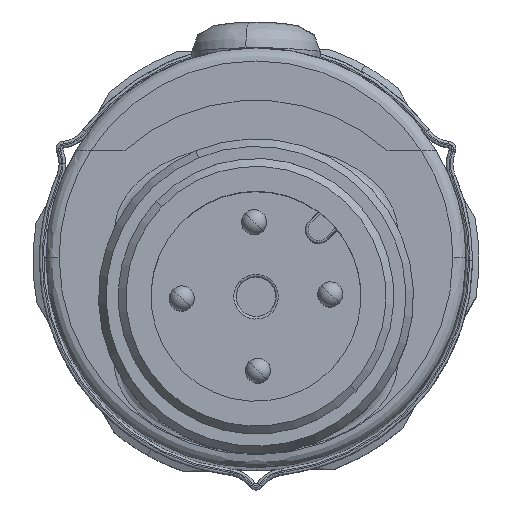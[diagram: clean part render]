
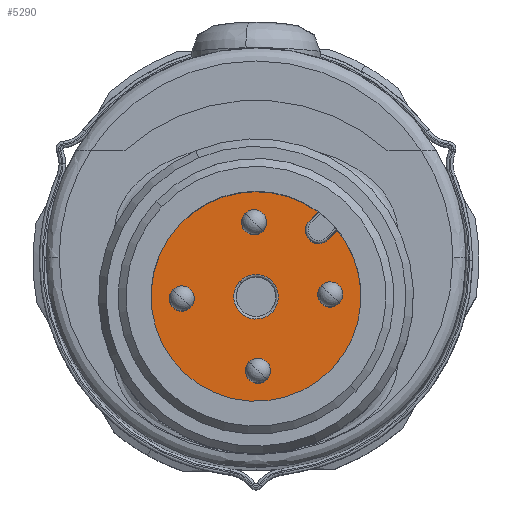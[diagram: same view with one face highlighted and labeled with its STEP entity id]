
A CAD part, top view. The second image highlights one B-rep face of the part: STEP entity #5290.
In plain terms, the highlighted planar face has unit normal (0, 0, 1).
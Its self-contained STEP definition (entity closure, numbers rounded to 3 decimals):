
#586=VECTOR('',#5792,1.);
#589=VECTOR('',#5812,1.);
#793=LINE('',#7331,#586);
#796=LINE('',#7346,#589);
#1121=VERTEX_POINT('',#7175);
#1123=VERTEX_POINT('',#7178);
#1126=VERTEX_POINT('',#7185);
#1128=VERTEX_POINT('',#7189);
#1130=VERTEX_POINT('',#7196);
#1132=VERTEX_POINT('',#7200);
#1134=VERTEX_POINT('',#7207);
#1136=VERTEX_POINT('',#7211);
#1138=VERTEX_POINT('',#7218);
#1140=VERTEX_POINT('',#7222);
#1151=VERTEX_POINT('',#7253);
#1152=VERTEX_POINT('',#7255);
#1153=VERTEX_POINT('',#7259);
#1155=VERTEX_POINT('',#7262);
#1168=VERTEX_POINT('',#7332);
#1169=VERTEX_POINT('',#7336);
#1170=VERTEX_POINT('',#7347);
#1632=CIRCLE('',#20810,4.);
#1635=CIRCLE('',#20814,0.475);
#1638=CIRCLE('',#20819,0.475);
#1641=CIRCLE('',#20824,0.475);
#1644=CIRCLE('',#20829,0.475);
#1654=CIRCLE('',#20844,0.85);
#1655=CIRCLE('',#20846,0.5);
#1663=CIRCLE('',#20861,0.5);
#1665=CIRCLE('',#20865,0.85);
#1668=CIRCLE('',#20870,4.);
#1669=CIRCLE('',#20871,4.);
#1670=CIRCLE('',#20872,0.475);
#1671=CIRCLE('',#20873,0.475);
#1672=CIRCLE('',#20874,0.475);
#1673=CIRCLE('',#20875,0.475);
#2055=EDGE_CURVE('',#1123,#1121,#1632,.T.);
#2061=EDGE_CURVE('',#1126,#1128,#1635,.T.);
#2066=EDGE_CURVE('',#1130,#1132,#1638,.T.);
#2071=EDGE_CURVE('',#1134,#1136,#1641,.T.);
#2076=EDGE_CURVE('',#1138,#1140,#1644,.T.);
#2092=EDGE_CURVE('',#1152,#1151,#1654,.T.);
#2094=EDGE_CURVE('',#1153,#1155,#1655,.F.);
#2113=EDGE_CURVE('',#1168,#1155,#793,.T.);
#2116=EDGE_CURVE('',#1169,#1153,#1663,.F.);
#2118=EDGE_CURVE('',#1151,#1152,#1665,.T.);
#2121=EDGE_CURVE('',#1169,#1170,#796,.T.);
#2122=EDGE_CURVE('',#1170,#1123,#1668,.T.);
#2123=EDGE_CURVE('',#1121,#1168,#1669,.T.);
#2124=EDGE_CURVE('',#1128,#1126,#1670,.T.);
#2125=EDGE_CURVE('',#1132,#1130,#1671,.T.);
#2126=EDGE_CURVE('',#1136,#1134,#1672,.T.);
#2127=EDGE_CURVE('',#1140,#1138,#1673,.T.);
#2971=ORIENTED_EDGE('',*,*,#2113,.T.);
#2972=ORIENTED_EDGE('',*,*,#2094,.F.);
#2973=ORIENTED_EDGE('',*,*,#2116,.F.);
#2974=ORIENTED_EDGE('',*,*,#2121,.T.);
#2975=ORIENTED_EDGE('',*,*,#2122,.T.);
#2976=ORIENTED_EDGE('',*,*,#2055,.T.);
#2977=ORIENTED_EDGE('',*,*,#2123,.T.);
#2978=ORIENTED_EDGE('',*,*,#2124,.T.);
#2979=ORIENTED_EDGE('',*,*,#2061,.T.);
#2980=ORIENTED_EDGE('',*,*,#2125,.T.);
#2981=ORIENTED_EDGE('',*,*,#2066,.T.);
#2982=ORIENTED_EDGE('',*,*,#2126,.T.);
#2983=ORIENTED_EDGE('',*,*,#2071,.T.);
#2984=ORIENTED_EDGE('',*,*,#2127,.T.);
#2985=ORIENTED_EDGE('',*,*,#2076,.T.);
#2986=ORIENTED_EDGE('',*,*,#2092,.F.);
#2987=ORIENTED_EDGE('',*,*,#2118,.F.);
#4549=EDGE_LOOP('',(#2971,#2972,#2973,#2974,#2975,#2976,#2977));
#4550=EDGE_LOOP('',(#2978,#2979));
#4551=EDGE_LOOP('',(#2980,#2981));
#4552=EDGE_LOOP('',(#2982,#2983));
#4553=EDGE_LOOP('',(#2984,#2985));
#4554=EDGE_LOOP('',(#2986,#2987));
#4920=FACE_BOUND('',#4549,.T.);
#4921=FACE_BOUND('',#4550,.T.);
#4922=FACE_BOUND('',#4551,.T.);
#4923=FACE_BOUND('',#4552,.T.);
#4924=FACE_BOUND('',#4553,.T.);
#4925=FACE_BOUND('',#4554,.T.);
#5290=ADVANCED_FACE('',(#4920,#4921,#4922,#4923,#4924,#4925),#5607,.F.);
#5607=PLANE('',#20869);
#5672=DIRECTION('',(0.,0.,1.));
#5673=DIRECTION('',(2.904,-2.751,0.));
#5683=DIRECTION('',(0.,0.,-1.));
#5684=DIRECTION('',(0.345,-0.327,0.));
#5695=DIRECTION('',(0.,0.,-1.));
#5696=DIRECTION('',(0.345,-0.327,0.));
#5707=DIRECTION('',(0.,0.,-1.));
#5708=DIRECTION('',(0.345,-0.327,0.));
#5719=DIRECTION('',(0.,0.,-1.));
#5720=DIRECTION('',(0.345,-0.327,0.));
#5754=DIRECTION('',(0.,0.,1.));
#5755=DIRECTION('',(0.617,-0.585,0.));
#5759=DIRECTION('',(0.,0.,-1.));
#5760=DIRECTION('',(-0.5,-0.014,0.));
#5792=DIRECTION('',(-0.688,-0.726,0.));
#5797=DIRECTION('',(0.,0.,-1.));
#5798=DIRECTION('',(-0.5,-0.014,0.));
#5803=DIRECTION('',(0.,0.,1.));
#5804=DIRECTION('',(0.617,-0.585,0.));
#5811=DIRECTION('',(0.,0.,-1.));
#5812=DIRECTION('',(0.688,0.726,0.));
#5813=DIRECTION('',(0.,0.,1.));
#5814=DIRECTION('',(2.904,-2.751,0.));
#5815=DIRECTION('',(0.,0.,1.));
#5816=DIRECTION('',(2.904,-2.751,0.));
#5817=DIRECTION('',(0.,0.,-1.));
#5818=DIRECTION('',(0.345,-0.327,0.));
#5819=DIRECTION('',(0.,0.,-1.));
#5820=DIRECTION('',(0.345,-0.327,0.));
#5821=DIRECTION('',(0.,0.,-1.));
#5822=DIRECTION('',(0.345,-0.327,0.));
#5823=DIRECTION('',(0.,0.,-1.));
#5824=DIRECTION('',(0.345,-0.327,0.));
#7175=CARTESIAN_POINT('',(2.904,-4.251,67.5));
#7177=CARTESIAN_POINT('',(0.,-1.5,67.5));
#7178=CARTESIAN_POINT('',(-2.904,1.251,67.5));
#7185=CARTESIAN_POINT('',(3.172,-1.75,67.5));
#7189=CARTESIAN_POINT('',(2.483,-1.097,67.5));
#7190=CARTESIAN_POINT('',(2.827,-1.423,67.5));
#7196=CARTESIAN_POINT('',(0.422,-4.654,67.5));
#7200=CARTESIAN_POINT('',(-0.268,-4.001,67.5));
#7201=CARTESIAN_POINT('',(0.077,-4.327,67.5));
#7207=CARTESIAN_POINT('',(-2.483,-1.903,67.5));
#7211=CARTESIAN_POINT('',(-3.172,-1.25,67.5));
#7212=CARTESIAN_POINT('',(-2.827,-1.577,67.5));
#7218=CARTESIAN_POINT('',(0.268,1.001,67.5));
#7222=CARTESIAN_POINT('',(-0.422,1.654,67.5));
#7223=CARTESIAN_POINT('',(-0.077,1.327,67.5));
#7253=CARTESIAN_POINT('',(0.617,-2.085,67.5));
#7255=CARTESIAN_POINT('',(-0.617,-0.915,67.5));
#7256=CARTESIAN_POINT('',(0.,-1.5,67.5));
#7259=CARTESIAN_POINT('',(2.399,0.518,67.5));
#7261=CARTESIAN_POINT('',(2.385,1.018,67.5));
#7262=CARTESIAN_POINT('',(2.748,0.674,67.5));
#7331=CARTESIAN_POINT('',(3.092,1.037,67.5));
#7332=CARTESIAN_POINT('',(3.092,1.037,67.5));
#7336=CARTESIAN_POINT('',(2.022,1.362,67.5));
#7337=CARTESIAN_POINT('',(2.385,1.018,67.5));
#7341=CARTESIAN_POINT('',(0.,-1.5,67.5));
#7345=CARTESIAN_POINT('',(0.,-1.5,67.5));
#7346=CARTESIAN_POINT('',(2.022,1.362,67.5));
#7347=CARTESIAN_POINT('',(2.366,1.725,67.5));
#7348=CARTESIAN_POINT('',(0.,-1.5,67.5));
#7349=CARTESIAN_POINT('',(0.,-1.5,67.5));
#7350=CARTESIAN_POINT('',(2.827,-1.423,67.5));
#7351=CARTESIAN_POINT('',(0.077,-4.327,67.5));
#7352=CARTESIAN_POINT('',(-2.827,-1.577,67.5));
#7353=CARTESIAN_POINT('',(-0.077,1.327,67.5));
#20810=AXIS2_PLACEMENT_3D('',#7177,#5672,#5673);
#20814=AXIS2_PLACEMENT_3D('',#7190,#5683,#5684);
#20819=AXIS2_PLACEMENT_3D('',#7201,#5695,#5696);
#20824=AXIS2_PLACEMENT_3D('',#7212,#5707,#5708);
#20829=AXIS2_PLACEMENT_3D('',#7223,#5719,#5720);
#20844=AXIS2_PLACEMENT_3D('',#7256,#5754,#5755);
#20846=AXIS2_PLACEMENT_3D('',#7261,#5759,#5760);
#20861=AXIS2_PLACEMENT_3D('',#7337,#5797,#5798);
#20865=AXIS2_PLACEMENT_3D('',#7341,#5803,#5804);
#20869=AXIS2_PLACEMENT_3D('',#7345,#5811,$);
#20870=AXIS2_PLACEMENT_3D('',#7348,#5813,#5814);
#20871=AXIS2_PLACEMENT_3D('',#7349,#5815,#5816);
#20872=AXIS2_PLACEMENT_3D('',#7350,#5817,#5818);
#20873=AXIS2_PLACEMENT_3D('',#7351,#5819,#5820);
#20874=AXIS2_PLACEMENT_3D('',#7352,#5821,#5822);
#20875=AXIS2_PLACEMENT_3D('',#7353,#5823,#5824);
